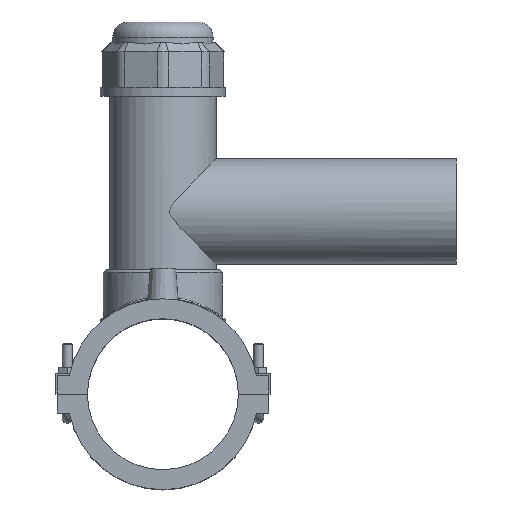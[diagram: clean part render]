
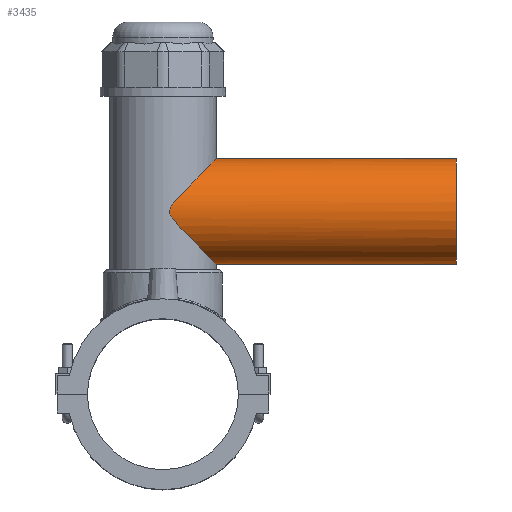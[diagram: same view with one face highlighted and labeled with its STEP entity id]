
A CAD part, top view. The second image highlights one B-rep face of the part: STEP entity #3435.
In plain terms, the highlighted cylindrical face has radius 31.5 mm (diameter 63 mm), a full revolution.
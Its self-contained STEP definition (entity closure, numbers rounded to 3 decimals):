
#653=FACE_BOUND('',#1051,.T.);
#711=B_SPLINE_CURVE_WITH_KNOTS('',3,(#5197,#5198,#5199,#5200,#5201,#5202,
#5203,#5204,#5205,#5206,#5207,#5208,#5209,#5210,#5211,#5212,#5213,#5214,
#5215,#5216,#5217,#5218,#5219,#5220,#5221,#5222,#5223,#5224,#5225,#5226,
#5227,#5228,#5229,#5230,#5231,#5232,#5233,#5234,#5235,#5236,#5237,#5238,
#5239,#5240,#5241,#5242,#5243,#5244,#5245,#5246,#5247,#5248,#5249,#5250,
#5251,#5252,#5253,#5254,#5255,#5256,#5257,#5258,#5259,#5260,#5261,#5262,
#5263,#5264,#5265,#5266,#5267,#5268,#5269,#5270,#5271,#5272,#5273,#5274,
#5275,#5276,#5277,#5278,#5279,#5280,#5281,#5282,#5283,#5284,#5285,#5286),
 .UNSPECIFIED.,.T.,.F.,(4,2,2,2,2,2,2,2,2,2,2,2,2,2,2,2,2,2,2,2,2,2,2,2,
2,2,2,2,2,2,2,2,2,2,2,2,2,2,2,2,2,2,2,2,4),(0.,0.105,0.209,
0.419,0.838,1.676,2.514,3.352,
4.002,4.653,5.303,5.954,6.604,
7.255,7.905,8.556,9.394,10.232,
11.07,11.488,11.698,11.803,11.907,
12.012,12.117,12.326,12.745,13.583,
14.421,15.259,15.909,16.56,17.211,
17.861,18.512,19.162,19.813,20.463,
21.301,22.139,22.977,23.396,23.605,
23.71,23.815),.UNSPECIFIED.);
#777=CYLINDRICAL_SURFACE('',#3651,31.5);
#835=FACE_OUTER_BOUND('',#1050,.T.);
#1050=EDGE_LOOP('',(#2288));
#1051=EDGE_LOOP('',(#2289));
#1316=CIRCLE('',#3652,31.5);
#1447=VERTEX_POINT('',#5194);
#1448=VERTEX_POINT('',#5196);
#1785=EDGE_CURVE('',#1447,#1447,#1316,.T.);
#1786=EDGE_CURVE('',#1448,#1448,#711,.T.);
#2288=ORIENTED_EDGE('',*,*,#1785,.F.);
#2289=ORIENTED_EDGE('',*,*,#1786,.F.);
#3435=ADVANCED_FACE('',(#835,#653),#777,.T.);
#3651=AXIS2_PLACEMENT_3D('',#5193,#4001,#4002);
#3652=AXIS2_PLACEMENT_3D('',#5195,#4003,#4004);
#4001=DIRECTION('center_axis',(1.,0.,0.));
#4002=DIRECTION('ref_axis',(0.,1.,0.));
#4003=DIRECTION('center_axis',(1.,0.,0.));
#4004=DIRECTION('ref_axis',(0.,0.,-1.));
#5193=CARTESIAN_POINT('Origin',(87.5,109.,0.));
#5194=CARTESIAN_POINT('',(175.,140.5,0.));
#5195=CARTESIAN_POINT('Origin',(175.,109.,0.));
#5196=CARTESIAN_POINT('',(3.956,109.,-31.5));
#5197=CARTESIAN_POINT('Ctrl Pts',(3.956,109.,-31.5));
#5198=CARTESIAN_POINT('Ctrl Pts',(3.956,108.651,-31.5));
#5199=CARTESIAN_POINT('Ctrl Pts',(4.002,108.334,-31.494));
#5200=CARTESIAN_POINT('Ctrl Pts',(4.142,107.74,-31.476));
#5201=CARTESIAN_POINT('Ctrl Pts',(4.237,107.464,-31.464));
#5202=CARTESIAN_POINT('Ctrl Pts',(4.565,106.673,-31.418));
#5203=CARTESIAN_POINT('Ctrl Pts',(4.837,106.194,-31.378));
#5204=CARTESIAN_POINT('Ctrl Pts',(5.731,104.791,-31.232));
#5205=CARTESIAN_POINT('Ctrl Pts',(6.423,103.917,-31.101));
#5206=CARTESIAN_POINT('Ctrl Pts',(8.667,101.226,-30.58));
#5207=CARTESIAN_POINT('Ctrl Pts',(10.357,99.409,-30.071));
#5208=CARTESIAN_POINT('Ctrl Pts',(13.886,95.676,-28.614));
#5209=CARTESIAN_POINT('Ctrl Pts',(15.719,93.782,-27.666));
#5210=CARTESIAN_POINT('Ctrl Pts',(19.289,90.117,-25.307));
#5211=CARTESIAN_POINT('Ctrl Pts',(21.027,88.347,-23.895));
#5212=CARTESIAN_POINT('Ctrl Pts',(23.862,85.468,-21.015));
#5213=CARTESIAN_POINT('Ctrl Pts',(25.081,84.233,-19.564));
#5214=CARTESIAN_POINT('Ctrl Pts',(27.306,81.981,-16.314));
#5215=CARTESIAN_POINT('Ctrl Pts',(28.313,80.965,-14.516));
#5216=CARTESIAN_POINT('Ctrl Pts',(29.977,79.285,-10.663));
#5217=CARTESIAN_POINT('Ctrl Pts',(30.636,78.62,-8.603));
#5218=CARTESIAN_POINT('Ctrl Pts',(31.522,77.727,-4.356));
#5219=CARTESIAN_POINT('Ctrl Pts',(31.748,77.5,-2.168));
#5220=CARTESIAN_POINT('Ctrl Pts',(31.748,77.5,2.168));
#5221=CARTESIAN_POINT('Ctrl Pts',(31.522,77.727,4.356));
#5222=CARTESIAN_POINT('Ctrl Pts',(30.636,78.62,8.603));
#5223=CARTESIAN_POINT('Ctrl Pts',(29.977,79.285,10.663));
#5224=CARTESIAN_POINT('Ctrl Pts',(28.313,80.965,14.516));
#5225=CARTESIAN_POINT('Ctrl Pts',(27.306,81.981,16.314));
#5226=CARTESIAN_POINT('Ctrl Pts',(25.081,84.233,19.564));
#5227=CARTESIAN_POINT('Ctrl Pts',(23.862,85.468,21.015));
#5228=CARTESIAN_POINT('Ctrl Pts',(21.027,88.347,23.895));
#5229=CARTESIAN_POINT('Ctrl Pts',(19.289,90.117,25.307));
#5230=CARTESIAN_POINT('Ctrl Pts',(15.719,93.782,27.666));
#5231=CARTESIAN_POINT('Ctrl Pts',(13.886,95.676,28.614));
#5232=CARTESIAN_POINT('Ctrl Pts',(10.357,99.409,30.071));
#5233=CARTESIAN_POINT('Ctrl Pts',(8.667,101.226,30.58));
#5234=CARTESIAN_POINT('Ctrl Pts',(6.423,103.917,31.101));
#5235=CARTESIAN_POINT('Ctrl Pts',(5.731,104.791,31.232));
#5236=CARTESIAN_POINT('Ctrl Pts',(4.837,106.194,31.378));
#5237=CARTESIAN_POINT('Ctrl Pts',(4.565,106.673,31.418));
#5238=CARTESIAN_POINT('Ctrl Pts',(4.237,107.464,31.464));
#5239=CARTESIAN_POINT('Ctrl Pts',(4.142,107.74,31.476));
#5240=CARTESIAN_POINT('Ctrl Pts',(4.002,108.334,31.494));
#5241=CARTESIAN_POINT('Ctrl Pts',(3.956,108.651,31.5));
#5242=CARTESIAN_POINT('Ctrl Pts',(3.956,109.349,31.5));
#5243=CARTESIAN_POINT('Ctrl Pts',(4.002,109.666,31.494));
#5244=CARTESIAN_POINT('Ctrl Pts',(4.142,110.26,31.476));
#5245=CARTESIAN_POINT('Ctrl Pts',(4.237,110.536,31.464));
#5246=CARTESIAN_POINT('Ctrl Pts',(4.565,111.327,31.418));
#5247=CARTESIAN_POINT('Ctrl Pts',(4.837,111.806,31.378));
#5248=CARTESIAN_POINT('Ctrl Pts',(5.731,113.209,31.232));
#5249=CARTESIAN_POINT('Ctrl Pts',(6.423,114.083,31.101));
#5250=CARTESIAN_POINT('Ctrl Pts',(8.667,116.774,30.58));
#5251=CARTESIAN_POINT('Ctrl Pts',(10.357,118.591,30.071));
#5252=CARTESIAN_POINT('Ctrl Pts',(13.886,122.324,28.614));
#5253=CARTESIAN_POINT('Ctrl Pts',(15.719,124.218,27.666));
#5254=CARTESIAN_POINT('Ctrl Pts',(19.289,127.883,25.307));
#5255=CARTESIAN_POINT('Ctrl Pts',(21.027,129.653,23.895));
#5256=CARTESIAN_POINT('Ctrl Pts',(23.862,132.532,21.015));
#5257=CARTESIAN_POINT('Ctrl Pts',(25.081,133.767,19.564));
#5258=CARTESIAN_POINT('Ctrl Pts',(27.306,136.019,16.314));
#5259=CARTESIAN_POINT('Ctrl Pts',(28.313,137.035,14.516));
#5260=CARTESIAN_POINT('Ctrl Pts',(29.977,138.715,10.663));
#5261=CARTESIAN_POINT('Ctrl Pts',(30.636,139.38,8.603));
#5262=CARTESIAN_POINT('Ctrl Pts',(31.522,140.273,4.356));
#5263=CARTESIAN_POINT('Ctrl Pts',(31.748,140.5,2.168));
#5264=CARTESIAN_POINT('Ctrl Pts',(31.748,140.5,-2.168));
#5265=CARTESIAN_POINT('Ctrl Pts',(31.522,140.273,-4.356));
#5266=CARTESIAN_POINT('Ctrl Pts',(30.636,139.38,-8.603));
#5267=CARTESIAN_POINT('Ctrl Pts',(29.977,138.715,-10.663));
#5268=CARTESIAN_POINT('Ctrl Pts',(28.313,137.035,-14.516));
#5269=CARTESIAN_POINT('Ctrl Pts',(27.306,136.019,-16.314));
#5270=CARTESIAN_POINT('Ctrl Pts',(25.081,133.767,-19.564));
#5271=CARTESIAN_POINT('Ctrl Pts',(23.862,132.532,-21.015));
#5272=CARTESIAN_POINT('Ctrl Pts',(21.027,129.653,-23.895));
#5273=CARTESIAN_POINT('Ctrl Pts',(19.289,127.883,-25.307));
#5274=CARTESIAN_POINT('Ctrl Pts',(15.719,124.218,-27.666));
#5275=CARTESIAN_POINT('Ctrl Pts',(13.886,122.324,-28.614));
#5276=CARTESIAN_POINT('Ctrl Pts',(10.357,118.591,-30.071));
#5277=CARTESIAN_POINT('Ctrl Pts',(8.667,116.774,-30.58));
#5278=CARTESIAN_POINT('Ctrl Pts',(6.423,114.083,-31.101));
#5279=CARTESIAN_POINT('Ctrl Pts',(5.731,113.209,-31.232));
#5280=CARTESIAN_POINT('Ctrl Pts',(4.837,111.806,-31.378));
#5281=CARTESIAN_POINT('Ctrl Pts',(4.565,111.327,-31.418));
#5282=CARTESIAN_POINT('Ctrl Pts',(4.237,110.536,-31.464));
#5283=CARTESIAN_POINT('Ctrl Pts',(4.142,110.26,-31.476));
#5284=CARTESIAN_POINT('Ctrl Pts',(4.002,109.666,-31.494));
#5285=CARTESIAN_POINT('Ctrl Pts',(3.956,109.349,-31.5));
#5286=CARTESIAN_POINT('Ctrl Pts',(3.956,109.,-31.5));
